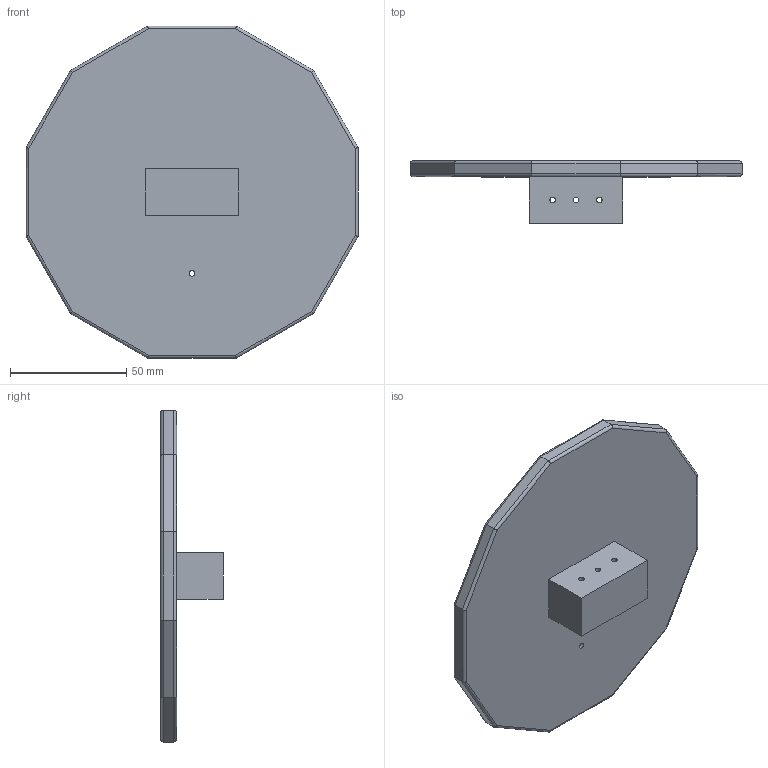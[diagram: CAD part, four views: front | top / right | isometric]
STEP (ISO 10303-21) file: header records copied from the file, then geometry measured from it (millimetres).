
FILE_DESCRIPTION(/* description */ (''),/* implementation_level */ '2;1');
FILE_NAME(/* name */ '(x2)_POSPA_Large_Top.stp',/* time_stamp */ '2023-12-12T21:55:52+09:00',/* author */ ('jsw'),/* organization */ (''),/* preprocessor_version */ 'ST-DEVELOPER v19.2',/* originating_system */ 'Autodesk Inventor 2024',/* authorisation */ '');
FILE_SCHEMA (('AUTOMOTIVE_DESIGN { 1 0 10303 214 3 1 1 }'));
Length unit declared in the file: millimetre
Products named in the file (1): (x2)_POSPA_Large_Bottom
Bounding box: 142.7 x 26.8 x 142.7 mm (x, y, z)
Volume: 116785 mm3; surface area: 39064.4 mm2
Topology: 1 solids, 1 shells, 73 faces, 180 edges, 112 vertices
Faces by surface type: plane 45, cylinder 28
Full cylindrical faces by diameter (mm): 2.5 x4
Entity records: 2173 total; most frequent: CARTESIAN_POINT 366, ORIENTED_EDGE 360, DIRECTION 360, EDGE_CURVE 180, LINE 148, VECTOR 148, VERTEX_POINT 112, AXIS2_PLACEMENT_3D 106
